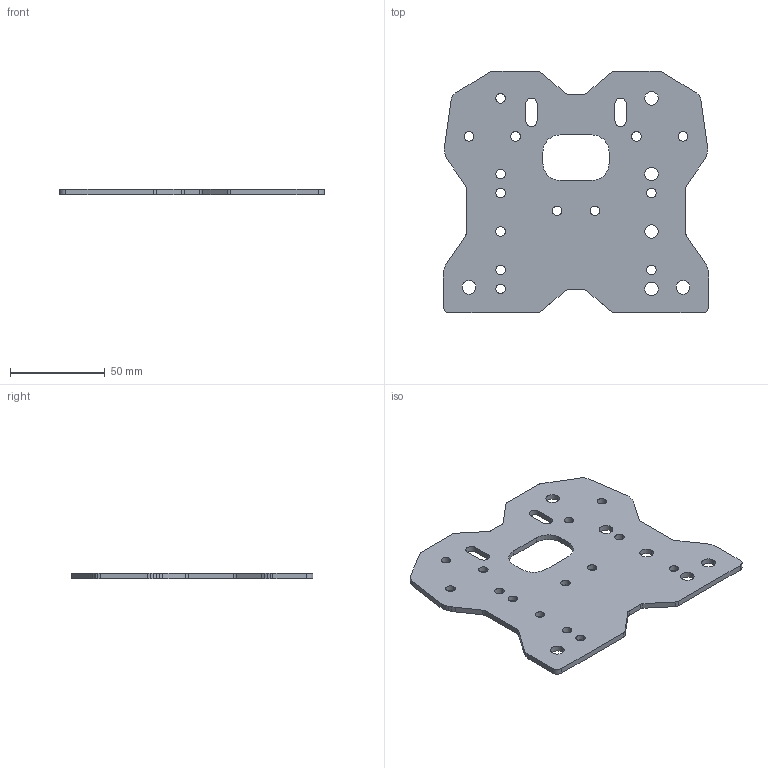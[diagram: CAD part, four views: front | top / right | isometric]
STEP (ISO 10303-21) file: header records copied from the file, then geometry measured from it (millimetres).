
FILE_DESCRIPTION (( 'STEP AP214' ), '1' );
FILE_NAME ('X-Plate-Front.STEP', '2024-09-12T14:19:21', ( '' ), ( '' ), 'SwSTEP 2.0', 'SolidWorks 2020', '' );
FILE_SCHEMA (( 'AUTOMOTIVE_DESIGN' ));
Length unit declared in the file: millimetre
Products named in the file (1): X-Plate-Front
Bounding box: 140 x 127.72 x 3 mm (x, y, z)
Volume: 42829.8 mm3; surface area: 31756.9 mm2
Topology: 1 solids, 1 shells, 122 faces, 360 edges, 240 vertices
Faces by surface type: cylinder 64, plane 58
Entity records: 4238 total; most frequent: DIRECTION 734, CARTESIAN_POINT 723, ORIENTED_EDGE 720, EDGE_CURVE 360, AXIS2_PLACEMENT_3D 251, VERTEX_POINT 240, VECTOR 232, LINE 232
